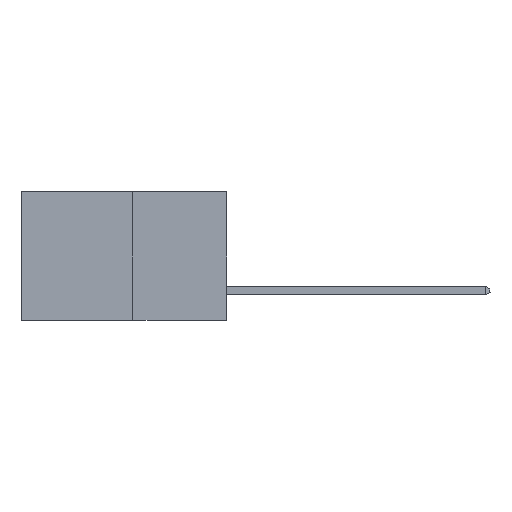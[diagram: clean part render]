
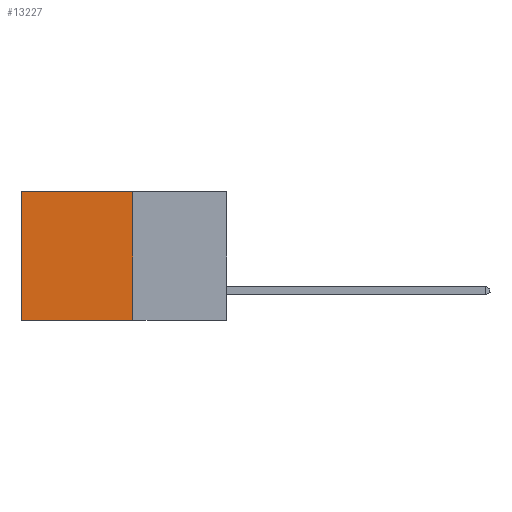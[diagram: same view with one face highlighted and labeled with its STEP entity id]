
A CAD part, left-side view. The second image highlights one B-rep face of the part: STEP entity #13227.
In plain terms, the highlighted planar face has unit normal (-1, 0, 0).
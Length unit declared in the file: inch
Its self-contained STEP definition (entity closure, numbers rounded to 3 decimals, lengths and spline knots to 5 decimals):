
#203 = VERTEX_POINT ( 'NONE', #17455 ) ;
#1759 = VERTEX_POINT ( 'NONE', #18641 ) ;
#2041 = LINE ( 'NONE', #5203, #5574 ) ;
#2327 = ORIENTED_EDGE ( 'NONE', *, *, #17585, .T. ) ;
#2360 = VERTEX_POINT ( 'NONE', #16673 ) ;
#2696 = LINE ( 'NONE', #3531, #14209 ) ;
#3531 = CARTESIAN_POINT ( 'NONE',  ( 0.277, 0.27, -0.37 ) ) ;
#3551 = EDGE_LOOP ( 'NONE', ( #2327, #13869, #6448, #5046 ) ) ;
#4258 = VECTOR ( 'NONE', #9075, 39.37008 ) ;
#4289 = CARTESIAN_POINT ( 'NONE',  ( 0.277, 0.59, -0.37 ) ) ;
#4503 = FACE_OUTER_BOUND ( 'NONE', #3551, .T. ) ;
#4590 = EDGE_CURVE ( 'NONE', #1759, #5321, #2696, .T. ) ;
#5033 = AXIS2_PLACEMENT_3D ( 'NONE', #18758, #5530, #15952 ) ;
#5046 = ORIENTED_EDGE ( 'NONE', *, *, #16400, .T. ) ;
#5203 = CARTESIAN_POINT ( 'NONE',  ( 0.277, 0.27, -0.37 ) ) ;
#5321 = VERTEX_POINT ( 'NONE', #6048 ) ;
#5530 = DIRECTION ( 'NONE',  ( 1., 0., 0. ) ) ;
#5574 = VECTOR ( 'NONE', #12832, 39.37008 ) ;
#6048 = CARTESIAN_POINT ( 'NONE',  ( 0.277, 0.59, -0.37 ) ) ;
#6063 = VECTOR ( 'NONE', #16189, 39.37008 ) ;
#6448 = ORIENTED_EDGE ( 'NONE', *, *, #17994, .F. ) ;
#6562 = LINE ( 'NONE', #4289, #6063 ) ;
#9075 = DIRECTION ( 'NONE',  ( 0., 1., 0. ) ) ;
#12265 = DIRECTION ( 'NONE',  ( 0., 1., 0. ) ) ;
#12278 = LINE ( 'NONE', #13530, #4258 ) ;
#12832 = DIRECTION ( 'NONE',  ( 0., 0., -1. ) ) ;
#13227 = ADVANCED_FACE ( 'NONE', ( #4503 ), #14503, .F. ) ;
#13530 = CARTESIAN_POINT ( 'NONE',  ( 0.277, 0.27, 0. ) ) ;
#13869 = ORIENTED_EDGE ( 'NONE', *, *, #4590, .F. ) ;
#14209 = VECTOR ( 'NONE', #12265, 39.37008 ) ;
#14503 = PLANE ( 'NONE',  #5033 ) ;
#15952 = DIRECTION ( 'NONE',  ( 0., 0., -1. ) ) ;
#16189 = DIRECTION ( 'NONE',  ( 0., 0., -1. ) ) ;
#16400 = EDGE_CURVE ( 'NONE', #203, #2360, #12278, .T. ) ;
#16673 = CARTESIAN_POINT ( 'NONE',  ( 0.277, 0.59, 0. ) ) ;
#17455 = CARTESIAN_POINT ( 'NONE',  ( 0.277, 0.27, 0. ) ) ;
#17585 = EDGE_CURVE ( 'NONE', #2360, #5321, #6562, .T. ) ;
#17994 = EDGE_CURVE ( 'NONE', #203, #1759, #2041, .T. ) ;
#18641 = CARTESIAN_POINT ( 'NONE',  ( 0.277, 0.27, -0.37 ) ) ;
#18758 = CARTESIAN_POINT ( 'NONE',  ( 0.277, 0.27, -0.37 ) ) ;
